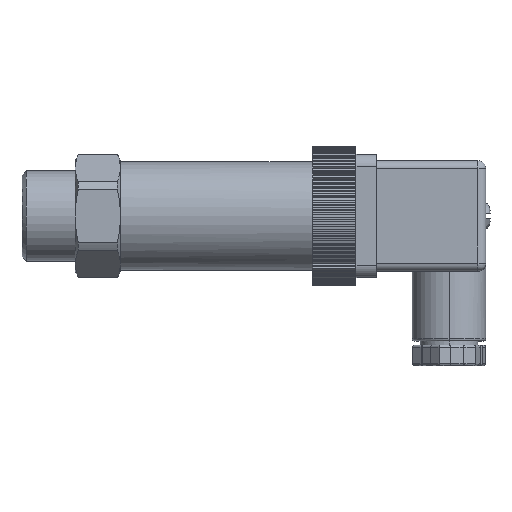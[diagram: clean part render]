
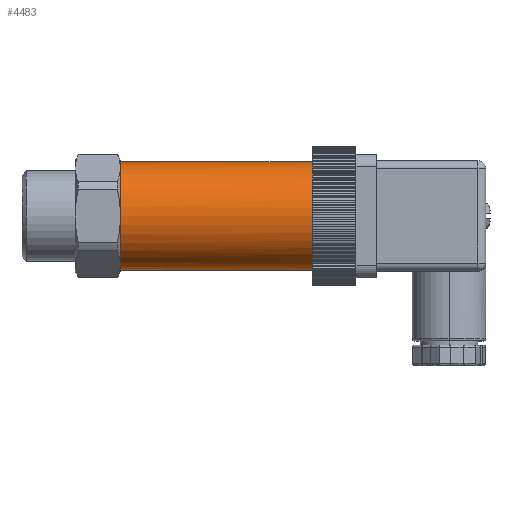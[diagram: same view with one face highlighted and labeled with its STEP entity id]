
A CAD part, top view. The second image highlights one B-rep face of the part: STEP entity #4483.
In plain terms, the highlighted cylindrical face has radius 13.25 mm (diameter 26.5 mm), a partial arc.
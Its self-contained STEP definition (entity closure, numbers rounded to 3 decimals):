
#408=CYLINDRICAL_SURFACE('',#15790,13.25);
#2209=LINE('',#26935,#3654);
#2210=LINE('',#26940,#3655);
#3654=VECTOR('',#19376,1.);
#3655=VECTOR('',#19379,1.);
#4483=ADVANCED_FACE('',(#5250),#408,.T.);
#5250=FACE_OUTER_BOUND('',#6051,.T.);
#6051=EDGE_LOOP('',(#9855,#9856,#9857,#9858));
#6327=B_SPLINE_CURVE_WITH_KNOTS('',3,(#26942,#26943,#26944,#26945,#26946,
#26947,#26948,#26949,#26950,#26951),.UNSPECIFIED.,.F.,.F.,(4,2,2,2,4),(0.,
0.25,0.5,0.75,1.),.UNSPECIFIED.);
#9855=ORIENTED_EDGE('',*,*,#13837,.F.);
#9856=ORIENTED_EDGE('',*,*,#13838,.T.);
#9857=ORIENTED_EDGE('',*,*,#13839,.T.);
#9858=ORIENTED_EDGE('',*,*,#13840,.T.);
#11847=VERTEX_POINT('',#26936);
#11848=VERTEX_POINT('',#26937);
#11849=VERTEX_POINT('',#26939);
#11850=VERTEX_POINT('',#26941);
#13837=EDGE_CURVE('',#11847,#11848,#2209,.T.);
#13838=EDGE_CURVE('',#11847,#11849,#14677,.T.);
#13839=EDGE_CURVE('',#11849,#11850,#2210,.T.);
#13840=EDGE_CURVE('',#11850,#11848,#6327,.T.);
#14677=CIRCLE('',#15789,13.25);
#15789=AXIS2_PLACEMENT_3D('',#26938,#19377,#19378);
#15790=AXIS2_PLACEMENT_3D('',#26952,#19380,#19381);
#19376=DIRECTION('',(1.,0.,0.));
#19377=DIRECTION('',(1.,0.,0.));
#19378=DIRECTION('',(0.,1.,0.));
#19379=DIRECTION('',(1.,0.,0.));
#19380=DIRECTION('',(1.,0.,0.));
#19381=DIRECTION('',(0.,-1.,0.));
#26935=CARTESIAN_POINT('',(49.26,27.815,-14.856));
#26936=CARTESIAN_POINT('',(0.,27.815,-14.856));
#26937=CARTESIAN_POINT('',(49.26,27.815,-14.856));
#26938=CARTESIAN_POINT('',(0.,14.565,-14.856));
#26939=CARTESIAN_POINT('',(0.,1.315,-14.856));
#26940=CARTESIAN_POINT('',(49.577,1.315,-14.856));
#26941=CARTESIAN_POINT('',(49.577,1.315,-14.856));
#26942=CARTESIAN_POINT('',(49.577,1.315,-14.856));
#26943=CARTESIAN_POINT('',(49.549,1.315,-11.357));
#26944=CARTESIAN_POINT('',(49.524,2.758,-7.923));
#26945=CARTESIAN_POINT('',(49.47,7.64,-3.045));
#26946=CARTESIAN_POINT('',(49.444,11.081,-1.607));
#26947=CARTESIAN_POINT('',(49.392,18.04,-1.605));
#26948=CARTESIAN_POINT('',(49.365,21.479,-3.034));
#26949=CARTESIAN_POINT('',(49.313,26.382,-7.933));
#26950=CARTESIAN_POINT('',(49.287,27.815,-11.357));
#26951=CARTESIAN_POINT('',(49.26,27.815,-14.856));
#26952=CARTESIAN_POINT('',(-2.75,14.565,-14.856));
